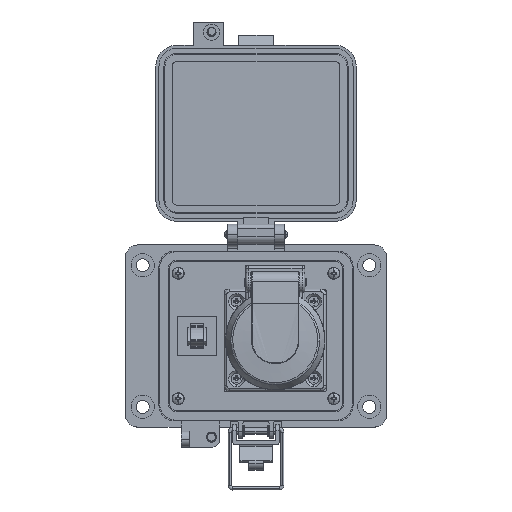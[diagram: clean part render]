
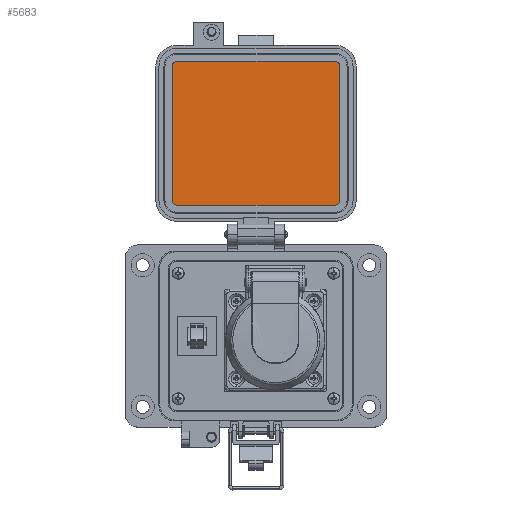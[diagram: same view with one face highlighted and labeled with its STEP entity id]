
A CAD part, top view. The second image highlights one B-rep face of the part: STEP entity #5683.
In plain terms, the highlighted planar face has unit normal (0, 0, 1).
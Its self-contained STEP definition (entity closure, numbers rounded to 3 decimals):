
#593 = CARTESIAN_POINT ( 'NONE',  ( -3.279, 57.705, 19.202 ) ) ;
#1733 = AXIS2_PLACEMENT_3D ( 'NONE', #47448, #12519, #12773 ) ;
#1888 = CARTESIAN_POINT ( 'NONE',  ( 39.871, 130.108, 19.202 ) ) ;
#2273 = CARTESIAN_POINT ( 'NONE',  ( 38.212, 60.004, 19.202 ) ) ;
#2524 = CIRCLE ( 'NONE', #1733, 2.299 ) ;
#2677 = CARTESIAN_POINT ( 'NONE',  ( -3.279, 128.688, 19.202 ) ) ;
#2794 = ORIENTED_EDGE ( 'NONE', *, *, #3535, .F. ) ;
#3535 = EDGE_CURVE ( 'NONE', #31472, #20341, #20364, .T. ) ;
#3876 = LINE ( 'NONE', #593, #39166 ) ;
#4448 = ORIENTED_EDGE ( 'NONE', *, *, #8682, .F. ) ;
#4629 = DIRECTION ( 'NONE',  ( 0., 0., -1. ) ) ;
#5238 = ORIENTED_EDGE ( 'NONE', *, *, #41339, .F. ) ;
#5683 = ADVANCED_FACE ( 'NONE', ( #32243 ), #48285, .T. ) ;
#6390 = CARTESIAN_POINT ( 'NONE',  ( -44.769, 60.004, 19.202 ) ) ;
#8445 = DIRECTION ( 'NONE',  ( 0., -1., 0. ) ) ;
#8682 = EDGE_CURVE ( 'NONE', #14051, #32068, #30545, .T. ) ;
#9492 = EDGE_LOOP ( 'NONE', ( #17318, #4448, #43559, #31940, #5238, #2794, #30893, #15111 ) ) ;
#10235 = CARTESIAN_POINT ( 'NONE',  ( -42.469, 57.705, 19.202 ) ) ;
#11301 = LINE ( 'NONE', #2677, #42273 ) ;
#12103 = CARTESIAN_POINT ( 'NONE',  ( -42.469, 126.389, 19.202 ) ) ;
#12519 = DIRECTION ( 'NONE',  ( 0., 0., -1. ) ) ;
#12773 = DIRECTION ( 'NONE',  ( 1., 0., 0. ) ) ;
#12837 = DIRECTION ( 'NONE',  ( -1., 0., 0. ) ) ;
#13224 = DIRECTION ( 'NONE',  ( 0., 0., -1. ) ) ;
#14051 = VERTEX_POINT ( 'NONE', #20612 ) ;
#15111 = ORIENTED_EDGE ( 'NONE', *, *, #21183, .F. ) ;
#16476 = AXIS2_PLACEMENT_3D ( 'NONE', #48913, #13224, #44841 ) ;
#16773 = CARTESIAN_POINT ( 'NONE',  ( -42.469, 128.688, 19.202 ) ) ;
#17318 = ORIENTED_EDGE ( 'NONE', *, *, #22920, .F. ) ;
#18351 = AXIS2_PLACEMENT_3D ( 'NONE', #1888, #32510, #12837 ) ;
#19604 = DIRECTION ( 'NONE',  ( 0., 1., 0. ) ) ;
#20341 = VERTEX_POINT ( 'NONE', #29129 ) ;
#20364 = LINE ( 'NONE', #23939, #34677 ) ;
#20563 = CIRCLE ( 'NONE', #16476, 2.299 ) ;
#20612 = CARTESIAN_POINT ( 'NONE',  ( 38.212, 126.389, 19.202 ) ) ;
#21088 = CIRCLE ( 'NONE', #24365, 2.299 ) ;
#21183 = EDGE_CURVE ( 'NONE', #41693, #41948, #3876, .T. ) ;
#22920 = EDGE_CURVE ( 'NONE', #32068, #41693, #47374, .T. ) ;
#23812 = AXIS2_PLACEMENT_3D ( 'NONE', #35275, #4629, #8445 ) ;
#23939 = CARTESIAN_POINT ( 'NONE',  ( -44.769, 93.196, 19.202 ) ) ;
#24365 = AXIS2_PLACEMENT_3D ( 'NONE', #12103, #31016, #46534 ) ;
#26785 = VECTOR ( 'NONE', #45843, 1000. ) ;
#29129 = CARTESIAN_POINT ( 'NONE',  ( -44.769, 126.389, 19.202 ) ) ;
#30103 = EDGE_CURVE ( 'NONE', #35732, #14051, #2524, .T. ) ;
#30441 = CARTESIAN_POINT ( 'NONE',  ( 35.912, 57.705, 19.202 ) ) ;
#30545 = LINE ( 'NONE', #41791, #26785 ) ;
#30893 = ORIENTED_EDGE ( 'NONE', *, *, #49241, .F. ) ;
#31016 = DIRECTION ( 'NONE',  ( 0., 0., -1. ) ) ;
#31173 = VERTEX_POINT ( 'NONE', #16773 ) ;
#31472 = VERTEX_POINT ( 'NONE', #6390 ) ;
#31940 = ORIENTED_EDGE ( 'NONE', *, *, #45592, .F. ) ;
#32068 = VERTEX_POINT ( 'NONE', #2273 ) ;
#32243 = FACE_OUTER_BOUND ( 'NONE', #9492, .T. ) ;
#32510 = DIRECTION ( 'NONE',  ( 0., 0., 1. ) ) ;
#34677 = VECTOR ( 'NONE', #19604, 1000. ) ;
#35275 = CARTESIAN_POINT ( 'NONE',  ( 35.912, 60.004, 19.202 ) ) ;
#35732 = VERTEX_POINT ( 'NONE', #43139 ) ;
#39166 = VECTOR ( 'NONE', #43427, 1000. ) ;
#41339 = EDGE_CURVE ( 'NONE', #20341, #31173, #21088, .T. ) ;
#41693 = VERTEX_POINT ( 'NONE', #30441 ) ;
#41791 = CARTESIAN_POINT ( 'NONE',  ( 38.212, 93.196, 19.202 ) ) ;
#41948 = VERTEX_POINT ( 'NONE', #10235 ) ;
#42273 = VECTOR ( 'NONE', #45759, 1000. ) ;
#43139 = CARTESIAN_POINT ( 'NONE',  ( 35.912, 128.688, 19.202 ) ) ;
#43427 = DIRECTION ( 'NONE',  ( -1., 0., 0. ) ) ;
#43559 = ORIENTED_EDGE ( 'NONE', *, *, #30103, .F. ) ;
#44841 = DIRECTION ( 'NONE',  ( 1., 0., 0. ) ) ;
#45592 = EDGE_CURVE ( 'NONE', #31173, #35732, #11301, .T. ) ;
#45759 = DIRECTION ( 'NONE',  ( 1., 0., 0. ) ) ;
#45843 = DIRECTION ( 'NONE',  ( 0., -1., 0. ) ) ;
#46534 = DIRECTION ( 'NONE',  ( 0., -1., 0. ) ) ;
#47374 = CIRCLE ( 'NONE', #23812, 2.299 ) ;
#47448 = CARTESIAN_POINT ( 'NONE',  ( 35.912, 126.389, 19.202 ) ) ;
#48285 = PLANE ( 'NONE',  #18351 ) ;
#48913 = CARTESIAN_POINT ( 'NONE',  ( -42.469, 60.004, 19.202 ) ) ;
#49241 = EDGE_CURVE ( 'NONE', #41948, #31472, #20563, .T. ) ;
